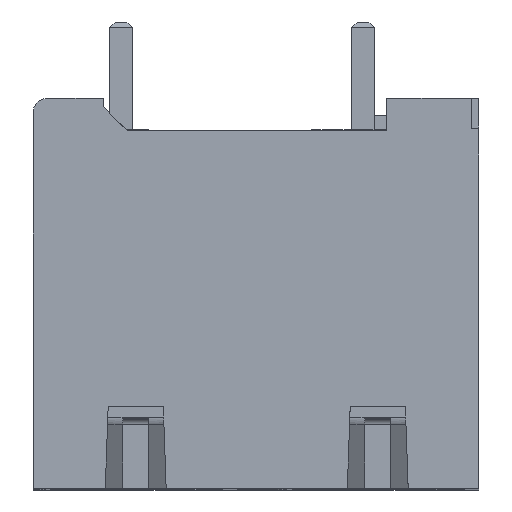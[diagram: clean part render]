
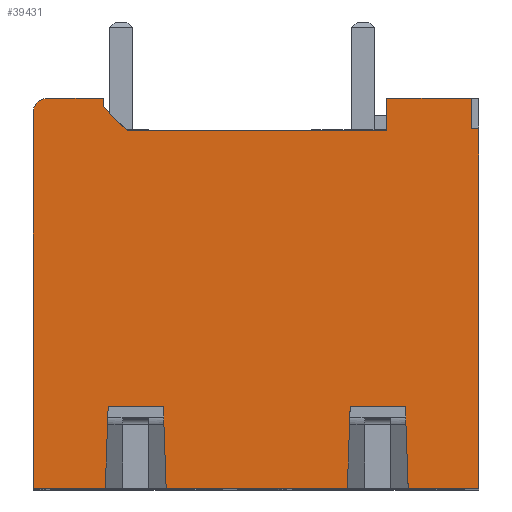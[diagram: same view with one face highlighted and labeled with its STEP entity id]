
A CAD part, top view. The second image highlights one B-rep face of the part: STEP entity #39431.
In plain terms, the highlighted planar face has unit normal (0, 0, 1).
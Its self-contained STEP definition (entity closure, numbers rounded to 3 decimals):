
#190=DIRECTION('',(-1.,0.,0.));
#191=VECTOR('',#190,8.853);
#192=CARTESIAN_POINT('',(9.059,12.193,2.2));
#193=LINE('',#192,#191);
#620=DIRECTION('',(0.,1.,0.));
#621=VECTOR('',#620,0.295);
#622=CARTESIAN_POINT('',(-0.605,13.005,2.2));
#623=LINE('',#622,#621);
#632=DIRECTION('',(-1.,0.,0.));
#633=VECTOR('',#632,1.895);
#634=CARTESIAN_POINT('',(-0.605,13.3,2.2));
#635=LINE('',#634,#633);
#1653=DIRECTION('',(1.,0.,0.));
#1654=VECTOR('',#1653,2.462);
#1655=CARTESIAN_POINT('',(-3.,0.,2.2));
#1656=LINE('',#1655,#1654);
#1669=DIRECTION('',(1.,0.,0.));
#1670=VECTOR('',#1669,6.175);
#1671=CARTESIAN_POINT('',(1.537,0.,2.2));
#1672=LINE('',#1671,#1670);
#1685=DIRECTION('',(1.,0.,0.));
#1686=VECTOR('',#1685,2.413);
#1687=CARTESIAN_POINT('',(9.787,0.,2.2));
#1688=LINE('',#1687,#1686);
#8974=DIRECTION('',(-1.,0.,0.));
#8975=VECTOR('',#8974,2.878);
#8976=CARTESIAN_POINT('',(11.938,13.3,2.2));
#8977=LINE('',#8976,#8975);
#8998=DIRECTION('',(0.,-1.,0.));
#8999=VECTOR('',#8998,1.107);
#9000=CARTESIAN_POINT('',(9.059,13.3,2.2));
#9001=LINE('',#9000,#8999);
#12946=DIRECTION('',(0.,-1.,0.));
#12947=VECTOR('',#12946,12.25);
#12948=CARTESIAN_POINT('',(12.2,12.25,2.2));
#12949=LINE('',#12948,#12947);
#12950=DIRECTION('',(-0.035,0.999,0.));
#12951=VECTOR('',#12950,2.802);
#12952=CARTESIAN_POINT('',(9.787,0.,2.2));
#12953=LINE('',#12952,#12951);
#12954=DIRECTION('',(-1.,0.,0.));
#12955=VECTOR('',#12954,1.879);
#12956=CARTESIAN_POINT('',(9.69,2.8,2.2));
#12957=LINE('',#12956,#12955);
#12958=DIRECTION('',(-0.035,-0.999,0.));
#12959=VECTOR('',#12958,2.802);
#12960=CARTESIAN_POINT('',(7.811,2.8,2.2));
#12961=LINE('',#12960,#12959);
#12962=DIRECTION('',(-0.035,0.999,0.));
#12963=VECTOR('',#12962,2.802);
#12964=CARTESIAN_POINT('',(1.537,0.,2.2));
#12965=LINE('',#12964,#12963);
#12966=DIRECTION('',(-1.,0.,0.));
#12967=VECTOR('',#12966,1.879);
#12968=CARTESIAN_POINT('',(1.44,2.8,2.2));
#12969=LINE('',#12968,#12967);
#12970=DIRECTION('',(-0.035,-0.999,0.));
#12971=VECTOR('',#12970,2.802);
#12972=CARTESIAN_POINT('',(-0.439,2.8,
2.2));
#12973=LINE('',#12972,#12971);
#12974=DIRECTION('',(0.,1.,0.));
#12975=VECTOR('',#12974,12.8);
#12976=CARTESIAN_POINT('',(-3.,0.,2.2));
#12977=LINE('',#12976,#12975);
#12978=CARTESIAN_POINT('',(-2.5,12.8,2.2));
#12979=DIRECTION('',(0.,0.,-1.));
#12980=DIRECTION('',(-1.,0.,0.));
#12981=AXIS2_PLACEMENT_3D('',#12978,#12979,#12980);
#12983=DIRECTION('',(0.707,-0.707,0.));
#12984=VECTOR('',#12983,1.149);
#12985=CARTESIAN_POINT('',(-0.605,13.005,2.2));
#12986=LINE('',#12985,#12984);
#12987=DIRECTION('',(1.,0.,0.));
#12988=VECTOR('',#12987,0.262);
#12989=CARTESIAN_POINT('',(11.938,12.25,2.2));
#12990=LINE('',#12989,#12988);
#13680=DIRECTION('',(0.,1.,0.));
#13681=VECTOR('',#13680,1.05);
#13682=CARTESIAN_POINT('',(11.938,12.25,2.2));
#13683=LINE('',#13682,#13681);
#16093=CARTESIAN_POINT('',(12.2,12.25,2.2));
#16095=VERTEX_POINT('',#16093);
#16100=CARTESIAN_POINT('',(11.938,13.3,2.2));
#16101=VERTEX_POINT('',#16100);
#16102=CARTESIAN_POINT('',(9.059,13.3,2.2));
#16103=VERTEX_POINT('',#16102);
#16104=CARTESIAN_POINT('',(9.059,12.193,2.2));
#16105=VERTEX_POINT('',#16104);
#16154=CARTESIAN_POINT('',(0.207,12.193,2.2));
#16155=VERTEX_POINT('',#16154);
#16200=CARTESIAN_POINT('',(-0.605,13.005,2.2));
#16201=VERTEX_POINT('',#16200);
#16202=CARTESIAN_POINT('',(-0.605,13.3,2.2));
#16203=VERTEX_POINT('',#16202);
#16204=CARTESIAN_POINT('',(-2.5,13.3,2.2));
#16205=VERTEX_POINT('',#16204);
#16227=CARTESIAN_POINT('',(-3.,12.8,2.2));
#16228=VERTEX_POINT('',#16227);
#16229=CARTESIAN_POINT('',(11.938,12.25,2.2));
#16230=VERTEX_POINT('',#16229);
#16349=CARTESIAN_POINT('',(-0.439,2.8,
2.2));
#16350=CARTESIAN_POINT('',(-0.538,0.,2.2));
#16351=VERTEX_POINT('',#16349);
#16352=VERTEX_POINT('',#16350);
#16353=CARTESIAN_POINT('',(1.537,0.,2.2));
#16354=CARTESIAN_POINT('',(1.44,2.8,2.2));
#16355=VERTEX_POINT('',#16353);
#16356=VERTEX_POINT('',#16354);
#16357=CARTESIAN_POINT('',(7.811,2.8,2.2));
#16358=CARTESIAN_POINT('',(7.712,0.,2.2));
#16359=VERTEX_POINT('',#16357);
#16360=VERTEX_POINT('',#16358);
#16361=CARTESIAN_POINT('',(9.787,0.,2.2));
#16362=CARTESIAN_POINT('',(9.69,2.8,2.2));
#16363=VERTEX_POINT('',#16361);
#16364=VERTEX_POINT('',#16362);
#16365=CARTESIAN_POINT('',(-3.,0.,2.2));
#16366=VERTEX_POINT('',#16365);
#16367=CARTESIAN_POINT('',(12.2,0.,2.2));
#16368=VERTEX_POINT('',#16367);
#39393=CARTESIAN_POINT('',(0.,0.,2.2));
#39394=DIRECTION('',(0.,0.,1.));
#39395=DIRECTION('',(1.,0.,0.));
#39396=AXIS2_PLACEMENT_3D('',#39393,#39394,#39395);
#39397=PLANE('',#39396);
#39398=ORIENTED_EDGE('',*,*,#33830,.T.);
#39399=ORIENTED_EDGE('',*,*,#21855,.F.);
#39401=ORIENTED_EDGE('',*,*,#39400,.T.);
#39403=ORIENTED_EDGE('',*,*,#39402,.T.);
#39405=ORIENTED_EDGE('',*,*,#39404,.T.);
#39406=ORIENTED_EDGE('',*,*,#21847,.F.);
#39408=ORIENTED_EDGE('',*,*,#39407,.T.);
#39410=ORIENTED_EDGE('',*,*,#39409,.T.);
#39412=ORIENTED_EDGE('',*,*,#39411,.T.);
#39413=ORIENTED_EDGE('',*,*,#21839,.F.);
#39415=ORIENTED_EDGE('',*,*,#39414,.T.);
#39417=ORIENTED_EDGE('',*,*,#39416,.T.);
#39418=ORIENTED_EDGE('',*,*,#21593,.F.);
#39419=ORIENTED_EDGE('',*,*,#21574,.F.);
#39421=ORIENTED_EDGE('',*,*,#39420,.T.);
#39422=ORIENTED_EDGE('',*,*,#21109,.F.);
#39423=ORIENTED_EDGE('',*,*,#33984,.F.);
#39424=ORIENTED_EDGE('',*,*,#33962,.F.);
#39426=ORIENTED_EDGE('',*,*,#39425,.F.);
#39428=ORIENTED_EDGE('',*,*,#39427,.T.);
#39429=EDGE_LOOP('',(#39398,#39399,#39401,#39403,#39405,#39406,#39408,#39410,
#39412,#39413,#39415,#39417,#39418,#39419,#39421,#39422,#39423,#39424,#39426,
#39428));
#39430=FACE_OUTER_BOUND('',#39429,.F.);
#12982=CIRCLE('',#12981,0.5);
#21109=EDGE_CURVE('',#16105,#16155,#193,.T.);
#21574=EDGE_CURVE('',#16201,#16203,#623,.T.);
#21593=EDGE_CURVE('',#16203,#16205,#635,.T.);
#21839=EDGE_CURVE('',#16366,#16352,#1656,.T.);
#21847=EDGE_CURVE('',#16355,#16360,#1672,.T.);
#21855=EDGE_CURVE('',#16363,#16368,#1688,.T.);
#33830=EDGE_CURVE('',#16095,#16368,#12949,.T.);
#33962=EDGE_CURVE('',#16101,#16103,#8977,.T.);
#33984=EDGE_CURVE('',#16103,#16105,#9001,.T.);
#39400=EDGE_CURVE('',#16363,#16364,#12953,.T.);
#39402=EDGE_CURVE('',#16364,#16359,#12957,.T.);
#39404=EDGE_CURVE('',#16359,#16360,#12961,.T.);
#39407=EDGE_CURVE('',#16355,#16356,#12965,.T.);
#39409=EDGE_CURVE('',#16356,#16351,#12969,.T.);
#39411=EDGE_CURVE('',#16351,#16352,#12973,.T.);
#39414=EDGE_CURVE('',#16366,#16228,#12977,.T.);
#39416=EDGE_CURVE('',#16228,#16205,#12982,.T.);
#39420=EDGE_CURVE('',#16201,#16155,#12986,.T.);
#39425=EDGE_CURVE('',#16230,#16101,#13683,.T.);
#39427=EDGE_CURVE('',#16230,#16095,#12990,.T.);
#39431=ADVANCED_FACE('',(#39430),#39397,.T.);
